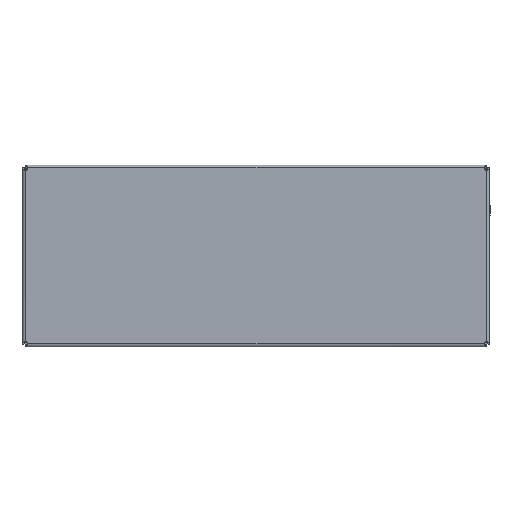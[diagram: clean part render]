
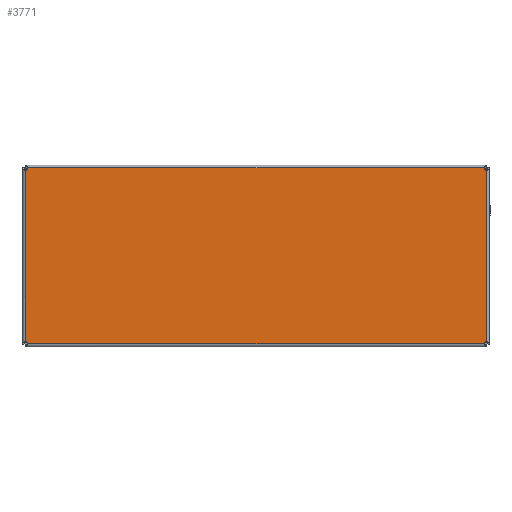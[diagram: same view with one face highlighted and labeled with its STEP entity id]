
A CAD part, top view. The second image highlights one B-rep face of the part: STEP entity #3771.
In plain terms, the highlighted planar face has unit normal (0, 0, 1).
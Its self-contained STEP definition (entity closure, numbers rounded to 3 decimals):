
#17 = VERTEX_POINT ( 'NONE', #3673 ) ;
#56 = CARTESIAN_POINT ( 'NONE',  ( -246.5, -95., 0. ) ) ;
#80 = LINE ( 'NONE', #4019, #3798 ) ;
#106 = CARTESIAN_POINT ( 'NONE',  ( 246.5, -95., 0. ) ) ;
#121 = EDGE_CURVE ( 'NONE', #1625, #615, #2508, .T. ) ;
#195 = DIRECTION ( 'NONE',  ( -1., 0., 0. ) ) ;
#203 = VERTEX_POINT ( 'NONE', #540 ) ;
#224 = VECTOR ( 'NONE', #1075, 1000. ) ;
#317 = EDGE_CURVE ( 'NONE', #3649, #2831, #708, .T. ) ;
#354 = ORIENTED_EDGE ( 'NONE', *, *, #317, .F. ) ;
#454 = LINE ( 'NONE', #3029, #1162 ) ;
#457 = CARTESIAN_POINT ( 'NONE',  ( -249., -95., 0. ) ) ;
#477 = EDGE_LOOP ( 'NONE', ( #2377, #520, #2345, #354, #1772, #3519, #3497, #3284 ) ) ;
#520 = ORIENTED_EDGE ( 'NONE', *, *, #3680, .F. ) ;
#532 = CARTESIAN_POINT ( 'NONE',  ( 249., 92.5, 0. ) ) ;
#540 = CARTESIAN_POINT ( 'NONE',  ( 249., -92.5, 0. ) ) ;
#546 = EDGE_CURVE ( 'NONE', #1625, #1836, #80, .T. ) ;
#606 = DIRECTION ( 'NONE',  ( 0., 0., -1. ) ) ;
#615 = VERTEX_POINT ( 'NONE', #3358 ) ;
#679 = AXIS2_PLACEMENT_3D ( 'NONE', #3131, #2440, #195 ) ;
#708 = CIRCLE ( 'NONE', #4078, 2.5 ) ;
#948 = PLANE ( 'NONE',  #3087 ) ;
#1075 = DIRECTION ( 'NONE',  ( -1., 0., 0. ) ) ;
#1108 = EDGE_CURVE ( 'NONE', #3649, #4168, #1360, .T. ) ;
#1162 = VECTOR ( 'NONE', #2985, 1000. ) ;
#1286 = CARTESIAN_POINT ( 'NONE',  ( -246.5, 95., 0. ) ) ;
#1360 = LINE ( 'NONE', #3990, #224 ) ;
#1551 = CARTESIAN_POINT ( 'NONE',  ( 0., 0., 0. ) ) ;
#1625 = VERTEX_POINT ( 'NONE', #56 ) ;
#1674 = AXIS2_PLACEMENT_3D ( 'NONE', #457, #3407, #3112 ) ;
#1772 = ORIENTED_EDGE ( 'NONE', *, *, #1108, .T. ) ;
#1836 = VERTEX_POINT ( 'NONE', #106 ) ;
#1970 = DIRECTION ( 'NONE',  ( -1., 0., 0. ) ) ;
#2060 = CARTESIAN_POINT ( 'NONE',  ( 249., -95., 0. ) ) ;
#2155 = CARTESIAN_POINT ( 'NONE',  ( 246.5, 95., 0. ) ) ;
#2275 = CARTESIAN_POINT ( 'NONE',  ( -249., 95., 0. ) ) ;
#2345 = ORIENTED_EDGE ( 'NONE', *, *, #2529, .T. ) ;
#2348 = DIRECTION ( 'NONE',  ( 1., 0., 0. ) ) ;
#2350 = DIRECTION ( 'NONE',  ( 0., 1., 0. ) ) ;
#2377 = ORIENTED_EDGE ( 'NONE', *, *, #546, .T. ) ;
#2440 = DIRECTION ( 'NONE',  ( 0., 0., 1. ) ) ;
#2508 = CIRCLE ( 'NONE', #1674, 2.5 ) ;
#2529 = EDGE_CURVE ( 'NONE', #203, #2831, #2728, .T. ) ;
#2728 = LINE ( 'NONE', #2060, #3226 ) ;
#2831 = VERTEX_POINT ( 'NONE', #532 ) ;
#2888 = CIRCLE ( 'NONE', #679, 2.5 ) ;
#2894 = CIRCLE ( 'NONE', #4119, 2.5 ) ;
#2985 = DIRECTION ( 'NONE',  ( 0., -1., 0. ) ) ;
#3029 = CARTESIAN_POINT ( 'NONE',  ( -249., 95., 0. ) ) ;
#3087 = AXIS2_PLACEMENT_3D ( 'NONE', #1551, #606, #3951 ) ;
#3112 = DIRECTION ( 'NONE',  ( 1., 0., 0. ) ) ;
#3131 = CARTESIAN_POINT ( 'NONE',  ( 249., -95., 0. ) ) ;
#3223 = DIRECTION ( 'NONE',  ( 0., 0., 1. ) ) ;
#3226 = VECTOR ( 'NONE', #2350, 1000. ) ;
#3284 = ORIENTED_EDGE ( 'NONE', *, *, #121, .F. ) ;
#3288 = DIRECTION ( 'NONE',  ( 1., 0., 0. ) ) ;
#3358 = CARTESIAN_POINT ( 'NONE',  ( -249., -92.5, 0. ) ) ;
#3407 = DIRECTION ( 'NONE',  ( 0., 0., 1. ) ) ;
#3414 = EDGE_CURVE ( 'NONE', #17, #4168, #2894, .T. ) ;
#3497 = ORIENTED_EDGE ( 'NONE', *, *, #3518, .T. ) ;
#3518 = EDGE_CURVE ( 'NONE', #17, #615, #454, .T. ) ;
#3519 = ORIENTED_EDGE ( 'NONE', *, *, #3414, .F. ) ;
#3630 = CARTESIAN_POINT ( 'NONE',  ( 249., 95., 0. ) ) ;
#3649 = VERTEX_POINT ( 'NONE', #2155 ) ;
#3673 = CARTESIAN_POINT ( 'NONE',  ( -249., 92.5, 0. ) ) ;
#3680 = EDGE_CURVE ( 'NONE', #203, #1836, #2888, .T. ) ;
#3771 = ADVANCED_FACE ( 'NONE', ( #4198 ), #948, .F. ) ;
#3798 = VECTOR ( 'NONE', #2348, 1000. ) ;
#3951 = DIRECTION ( 'NONE',  ( -1., 0., 0. ) ) ;
#3971 = DIRECTION ( 'NONE',  ( 0., 0., 1. ) ) ;
#3990 = CARTESIAN_POINT ( 'NONE',  ( 252., 95., 0. ) ) ;
#4019 = CARTESIAN_POINT ( 'NONE',  ( -252., -95., 0. ) ) ;
#4078 = AXIS2_PLACEMENT_3D ( 'NONE', #3630, #3971, #3288 ) ;
#4119 = AXIS2_PLACEMENT_3D ( 'NONE', #2275, #3223, #1970 ) ;
#4168 = VERTEX_POINT ( 'NONE', #1286 ) ;
#4198 = FACE_OUTER_BOUND ( 'NONE', #477, .T. ) ;
